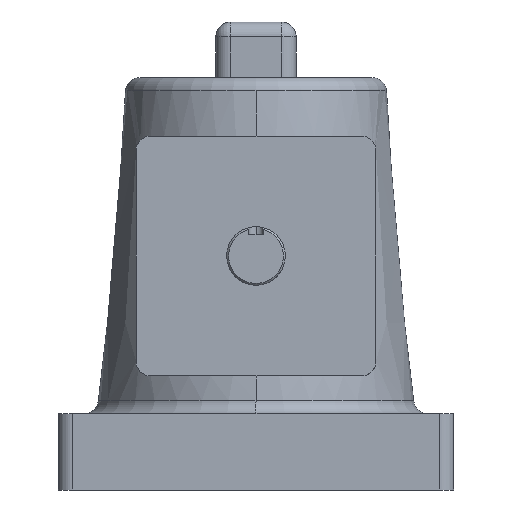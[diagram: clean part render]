
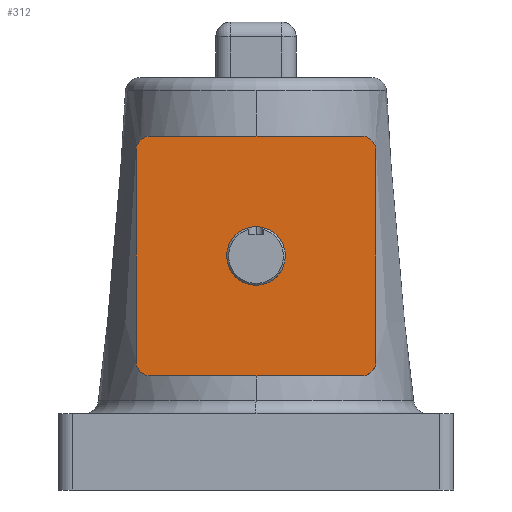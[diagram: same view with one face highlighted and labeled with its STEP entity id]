
A CAD part, left-side view. The second image highlights one B-rep face of the part: STEP entity #312.
In plain terms, the highlighted planar face has unit normal (-1, 0, 0).
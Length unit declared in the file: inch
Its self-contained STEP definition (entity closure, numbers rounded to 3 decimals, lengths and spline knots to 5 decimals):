
#18 = AXIS2_PLACEMENT_3D ( 'NONE', #1610, #1619, #1620 ) ;
#22 = AXIS2_PLACEMENT_3D ( 'NONE', #1606, #1615, #1616 ) ;
#143 = AXIS2_PLACEMENT_3D ( 'NONE', #1609, #1611, #1612 ) ;
#150 = EDGE_LOOP ( 'NONE', ( #521, #522, #523, #524, #525, #526, #527, #528 ) ) ;
#159 = EDGE_LOOP ( 'NONE', ( #529, #530 ) ) ;
#174 = AXIS2_PLACEMENT_3D ( 'NONE', #1398, #1399, #1400 ) ;
#193 = EDGE_CURVE ( 'NONE', #354, #353, #985, .T. ) ;
#195 = AXIS2_PLACEMENT_3D ( 'NONE', #1624, #1626, #1627 ) ;
#237 = EDGE_CURVE ( 'NONE', #342, #387, #1032, .T. ) ;
#238 = EDGE_CURVE ( 'NONE', #279, #278, #1034, .T. ) ;
#239 = EDGE_CURVE ( 'NONE', #279, #343, #1037, .T. ) ;
#240 = EDGE_CURVE ( 'NONE', #385, #387, #1039, .T. ) ;
#241 = EDGE_CURVE ( 'NONE', #385, #386, #1036, .T. ) ;
#242 = EDGE_CURVE ( 'NONE', #342, #278, #1042, .T. ) ;
#243 = EDGE_CURVE ( 'NONE', #345, #343, #1030, .T. ) ;
#244 = EDGE_CURVE ( 'NONE', #345, #386, #1043, .T. ) ;
#246 = EDGE_CURVE ( 'NONE', #353, #354, #1047, .T. ) ;
#278 = VERTEX_POINT ( 'NONE', #1688 ) ;
#279 = VERTEX_POINT ( 'NONE', #1689 ) ;
#303 = AXIS2_PLACEMENT_3D ( 'NONE', #1549, #1607, #1608 ) ;
#312 = ADVANCED_FACE ( 'NONE', ( #1998, #2010 ), #1715, .T. ) ;
#342 = VERTEX_POINT ( 'NONE', #1794 ) ;
#343 = VERTEX_POINT ( 'NONE', #1795 ) ;
#345 = VERTEX_POINT ( 'NONE', #1797 ) ;
#353 = VERTEX_POINT ( 'NONE', #1805 ) ;
#354 = VERTEX_POINT ( 'NONE', #1806 ) ;
#385 = VERTEX_POINT ( 'NONE', #1837 ) ;
#386 = VERTEX_POINT ( 'NONE', #1838 ) ;
#387 = VERTEX_POINT ( 'NONE', #1839 ) ;
#521 = ORIENTED_EDGE ( 'NONE', *, *, #241, .F. ) ;
#522 = ORIENTED_EDGE ( 'NONE', *, *, #240, .T. ) ;
#523 = ORIENTED_EDGE ( 'NONE', *, *, #237, .F. ) ;
#524 = ORIENTED_EDGE ( 'NONE', *, *, #242, .T. ) ;
#525 = ORIENTED_EDGE ( 'NONE', *, *, #238, .F. ) ;
#526 = ORIENTED_EDGE ( 'NONE', *, *, #239, .T. ) ;
#527 = ORIENTED_EDGE ( 'NONE', *, *, #243, .F. ) ;
#528 = ORIENTED_EDGE ( 'NONE', *, *, #244, .T. ) ;
#529 = ORIENTED_EDGE ( 'NONE', *, *, #193, .T. ) ;
#530 = ORIENTED_EDGE ( 'NONE', *, *, #246, .T. ) ;
#985 = CIRCLE ( 'NONE', #174, 0.25 ) ;
#1028 = VECTOR ( 'NONE', #1614, 39.37008 ) ;
#1030 = LINE ( 'NONE', #1617, #1038 ) ;
#1032 = LINE ( 'NONE', #1602, #1033 ) ;
#1033 = VECTOR ( 'NONE', #1603, 39.37008 ) ;
#1034 = LINE ( 'NONE', #1604, #1035 ) ;
#1035 = VECTOR ( 'NONE', #1605, 39.37008 ) ;
#1036 = LINE ( 'NONE', #1613, #1028 ) ;
#1037 = CIRCLE ( 'NONE', #303, 0.125 ) ;
#1038 = VECTOR ( 'NONE', #1618, 39.37008 ) ;
#1039 = CIRCLE ( 'NONE', #143, 0.125 ) ;
#1042 = CIRCLE ( 'NONE', #22, 0.125 ) ;
#1043 = CIRCLE ( 'NONE', #18, 0.125 ) ;
#1047 = CIRCLE ( 'NONE', #195, 0.25 ) ;
#1398 = CARTESIAN_POINT ( 'NONE',  ( -2.31, 0., 2. ) ) ;
#1399 = DIRECTION ( 'NONE',  ( 1., 0., 0. ) ) ;
#1400 = DIRECTION ( 'NONE',  ( 0., 0., 1. ) ) ;
#1549 = CARTESIAN_POINT ( 'NONE',  ( -2.31, 0.9, 2.9 ) ) ;
#1602 = CARTESIAN_POINT ( 'NONE',  ( -2.31, -1.025, 0.975 ) ) ;
#1603 = DIRECTION ( 'NONE',  ( 0., 0., -1. ) ) ;
#1604 = CARTESIAN_POINT ( 'NONE',  ( -2.31, 1.025, 3.025 ) ) ;
#1605 = DIRECTION ( 'NONE',  ( 0., -1., 0. ) ) ;
#1606 = CARTESIAN_POINT ( 'NONE',  ( -2.31, -0.9, 2.9 ) ) ;
#1607 = DIRECTION ( 'NONE',  ( -1., 0., 0. ) ) ;
#1608 = DIRECTION ( 'NONE',  ( 0., 0., 1. ) ) ;
#1609 = CARTESIAN_POINT ( 'NONE',  ( -2.31, -0.9, 1.1 ) ) ;
#1610 = CARTESIAN_POINT ( 'NONE',  ( -2.31, 0.9, 1.1 ) ) ;
#1611 = DIRECTION ( 'NONE',  ( -1., 0., 0. ) ) ;
#1612 = DIRECTION ( 'NONE',  ( 0., 0., 1. ) ) ;
#1613 = CARTESIAN_POINT ( 'NONE',  ( -2.31, 1.025, 0.975 ) ) ;
#1614 = DIRECTION ( 'NONE',  ( 0., 1., 0. ) ) ;
#1615 = DIRECTION ( 'NONE',  ( -1., 0., 0. ) ) ;
#1616 = DIRECTION ( 'NONE',  ( 0., 0., 1. ) ) ;
#1617 = CARTESIAN_POINT ( 'NONE',  ( -2.31, 1.025, 0.975 ) ) ;
#1618 = DIRECTION ( 'NONE',  ( 0., 0., 1. ) ) ;
#1619 = DIRECTION ( 'NONE',  ( -1., 0., 0. ) ) ;
#1620 = DIRECTION ( 'NONE',  ( 0., 0., 1. ) ) ;
#1624 = CARTESIAN_POINT ( 'NONE',  ( -2.31, 0., 2. ) ) ;
#1626 = DIRECTION ( 'NONE',  ( 1., 0., 0. ) ) ;
#1627 = DIRECTION ( 'NONE',  ( 0., 0., 1. ) ) ;
#1688 = CARTESIAN_POINT ( 'NONE',  ( -2.31, -0.9, 3.025 ) ) ;
#1689 = CARTESIAN_POINT ( 'NONE',  ( -2.31, 0.9, 3.025 ) ) ;
#1714 = CARTESIAN_POINT ( 'NONE',  ( -2.31, 0., 0. ) ) ;
#1715 = PLANE ( 'NONE',  #1876 ) ;
#1717 = DIRECTION ( 'NONE',  ( -1., 0., 0. ) ) ;
#1718 = DIRECTION ( 'NONE',  ( 0., 0., -1. ) ) ;
#1794 = CARTESIAN_POINT ( 'NONE',  ( -2.31, -1.025, 2.9 ) ) ;
#1795 = CARTESIAN_POINT ( 'NONE',  ( -2.31, 1.025, 2.9 ) ) ;
#1797 = CARTESIAN_POINT ( 'NONE',  ( -2.31, 1.025, 1.1 ) ) ;
#1805 = CARTESIAN_POINT ( 'NONE',  ( -2.31, 0., 1.75 ) ) ;
#1806 = CARTESIAN_POINT ( 'NONE',  ( -2.31, 0., 2.25 ) ) ;
#1837 = CARTESIAN_POINT ( 'NONE',  ( -2.31, -0.9, 0.975 ) ) ;
#1838 = CARTESIAN_POINT ( 'NONE',  ( -2.31, 0.9, 0.975 ) ) ;
#1839 = CARTESIAN_POINT ( 'NONE',  ( -2.31, -1.025, 1.1 ) ) ;
#1876 = AXIS2_PLACEMENT_3D ( 'NONE', #1714, #1717, #1718 ) ;
#1998 = FACE_OUTER_BOUND ( 'NONE', #150, .T. ) ;
#2010 = FACE_BOUND ( 'NONE', #159, .T. ) ;
